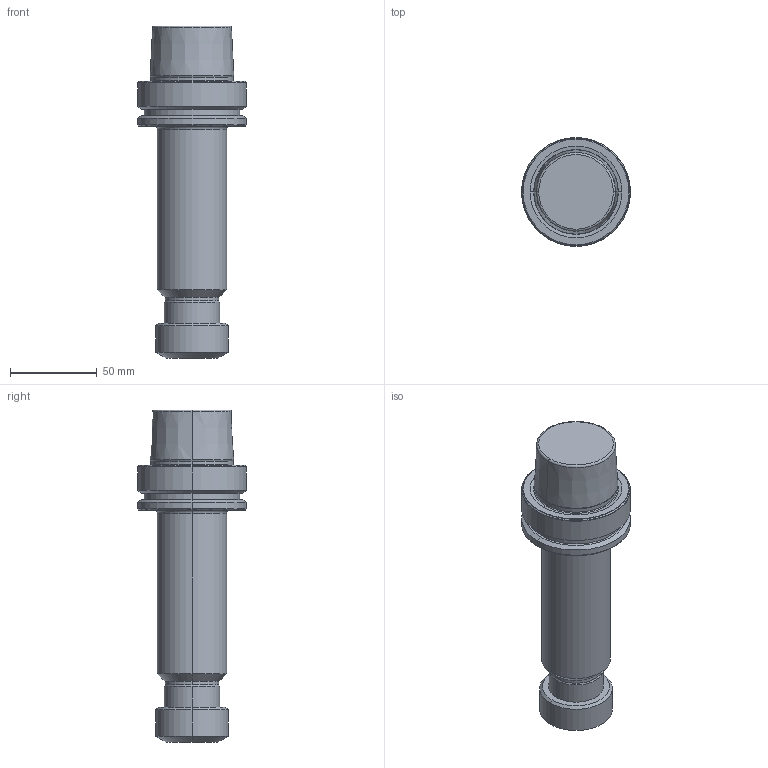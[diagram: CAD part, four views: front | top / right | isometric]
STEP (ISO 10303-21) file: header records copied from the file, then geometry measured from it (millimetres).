
FILE_DESCRIPTION (( 'STEP AP203' ), '1' );
FILE_NAME ('HSK-A 63 ER 25 160 6.3G 20000 SL.STEP', '2019-05-10T06:06:28', ( '' ), ( '' ), 'SwSTEP 2.0', 'SolidWorks 2014', '' );
FILE_SCHEMA (( 'CONFIG_CONTROL_DESIGN' ));
Length unit declared in the file: millimetre
Products named in the file (1): HSK-A 63 ER 25 160 6.3G 20000 SL
Bounding box: 63 x 63 x 191.9 mm (x, y, z)
Volume: 294085.8 mm3; surface area: 33513.5 mm2
Topology: 1 solids, 1 shells, 59 faces, 116 edges, 64 vertices
Faces by surface type: cone 22, cylinder 16, torus 14, plane 7
Entity records: 1585 total; most frequent: DIRECTION 314, CARTESIAN_POINT 240, ORIENTED_EDGE 232, AXIS2_PLACEMENT_3D 138, EDGE_CURVE 116, CIRCLE 78, VERTEX_POINT 64, EDGE_LOOP 64
